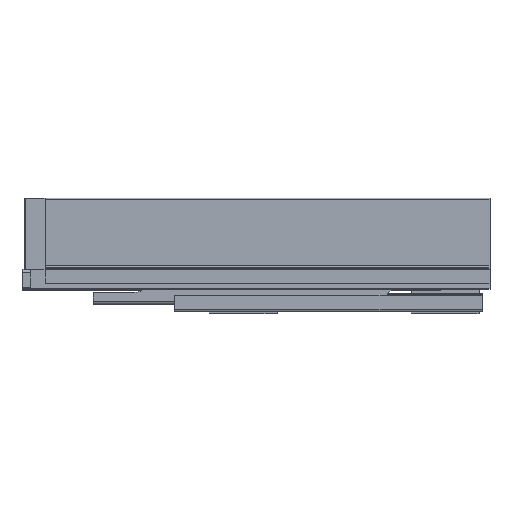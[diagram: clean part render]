
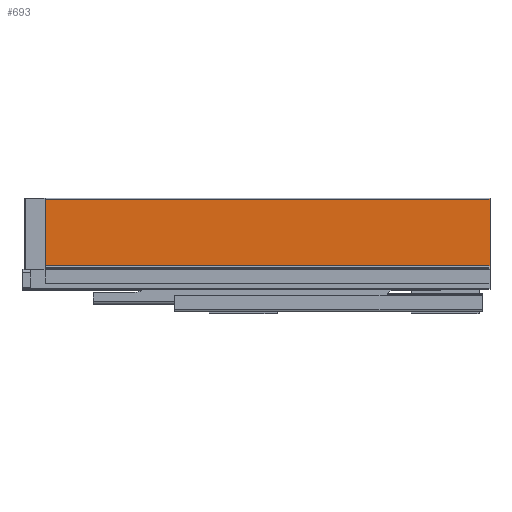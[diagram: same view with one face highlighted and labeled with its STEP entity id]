
A CAD part, top view. The second image highlights one B-rep face of the part: STEP entity #693.
In plain terms, the highlighted planar face has unit normal (0, 0, 1).
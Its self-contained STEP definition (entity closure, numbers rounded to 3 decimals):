
#36 = LINE ( 'NONE', #2889, #7560 ) ;
#380 = PLANE ( 'NONE',  #5713 ) ;
#458 = CARTESIAN_POINT ( 'NONE',  ( -425.5, 20.5, 14. ) ) ;
#693 = ADVANCED_FACE ( 'NONE', ( #986 ), #380, .T. ) ;
#922 = CARTESIAN_POINT ( 'NONE',  ( 0., 84., 14. ) ) ;
#946 = CARTESIAN_POINT ( 'NONE',  ( -442., 84., 14. ) ) ;
#986 = FACE_OUTER_BOUND ( 'NONE', #8676, .T. ) ;
#1251 = VERTEX_POINT ( 'NONE', #458 ) ;
#1554 = LINE ( 'NONE', #7928, #7140 ) ;
#1720 = CARTESIAN_POINT ( 'NONE',  ( 0., 20.5, 14. ) ) ;
#1727 = VECTOR ( 'NONE', #5672, 1000. ) ;
#1761 = VERTEX_POINT ( 'NONE', #922 ) ;
#1775 = DIRECTION ( 'NONE',  ( 0., -1., 0. ) ) ;
#2224 = LINE ( 'NONE', #8650, #1727 ) ;
#2460 = VERTEX_POINT ( 'NONE', #1720 ) ;
#2743 = ORIENTED_EDGE ( 'NONE', *, *, #4246, .T. ) ;
#2889 = CARTESIAN_POINT ( 'NONE',  ( -425.5, 84., 14. ) ) ;
#3198 = DIRECTION ( 'NONE',  ( 1., 0., 0. ) ) ;
#3817 = LINE ( 'NONE', #946, #7287 ) ;
#4017 = ORIENTED_EDGE ( 'NONE', *, *, #8699, .F. ) ;
#4186 = ORIENTED_EDGE ( 'NONE', *, *, #7332, .T. ) ;
#4246 = EDGE_CURVE ( 'NONE', #6511, #1251, #36, .T. ) ;
#4702 = CARTESIAN_POINT ( 'NONE',  ( -425.5, 84., 14. ) ) ;
#5137 = DIRECTION ( 'NONE',  ( 1., 0., 0. ) ) ;
#5672 = DIRECTION ( 'NONE',  ( 0., -1., 0. ) ) ;
#5713 = AXIS2_PLACEMENT_3D ( 'NONE', #8947, #8241, #1775 ) ;
#6511 = VERTEX_POINT ( 'NONE', #4702 ) ;
#7140 = VECTOR ( 'NONE', #5137, 1000. ) ;
#7287 = VECTOR ( 'NONE', #3198, 1000. ) ;
#7332 = EDGE_CURVE ( 'NONE', #1251, #2460, #1554, .T. ) ;
#7560 = VECTOR ( 'NONE', #8593, 1000. ) ;
#7928 = CARTESIAN_POINT ( 'NONE',  ( 0., 20.5, 14. ) ) ;
#7951 = EDGE_CURVE ( 'NONE', #6511, #1761, #3817, .T. ) ;
#8241 = DIRECTION ( 'NONE',  ( 0., 0., 1. ) ) ;
#8593 = DIRECTION ( 'NONE',  ( 0., -1., 0. ) ) ;
#8650 = CARTESIAN_POINT ( 'NONE',  ( 0., 84., 14. ) ) ;
#8676 = EDGE_LOOP ( 'NONE', ( #8955, #2743, #4186, #4017 ) ) ;
#8699 = EDGE_CURVE ( 'NONE', #1761, #2460, #2224, .T. ) ;
#8947 = CARTESIAN_POINT ( 'NONE',  ( -442., 84., 14. ) ) ;
#8955 = ORIENTED_EDGE ( 'NONE', *, *, #7951, .F. ) ;
